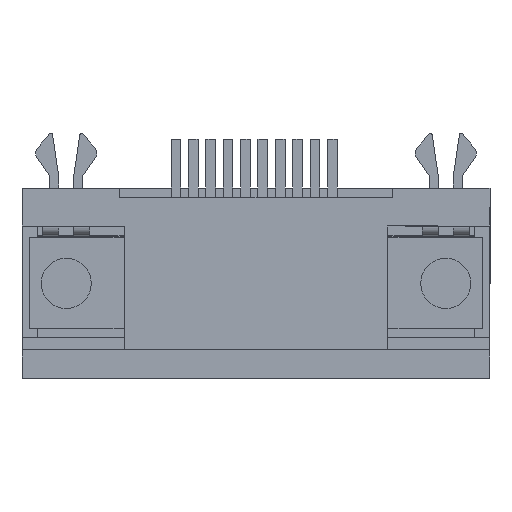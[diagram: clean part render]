
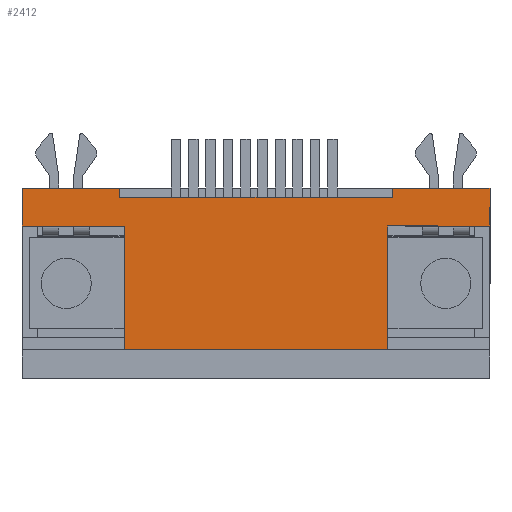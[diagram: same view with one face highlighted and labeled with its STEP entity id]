
A CAD part, front view. The second image highlights one B-rep face of the part: STEP entity #2412.
In plain terms, the highlighted planar face has unit normal (0, -1, 0).
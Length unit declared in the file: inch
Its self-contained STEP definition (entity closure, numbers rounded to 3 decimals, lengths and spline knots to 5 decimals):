
#1991 = EDGE_CURVE ( 'NONE', #1999, #4307, #11572, .T. ) ;
#1999 = VERTEX_POINT ( 'NONE', #11547 ) ;
#2017 = EDGE_CURVE ( 'NONE', #4314, #2019, #11402, .T. ) ;
#2019 = VERTEX_POINT ( 'NONE', #11396 ) ;
#2319 = EDGE_CURVE ( 'NONE', #3860, #2372, #12333, .T. ) ;
#2372 = VERTEX_POINT ( 'NONE', #12351 ) ;
#2387 = ORIENTED_EDGE ( 'NONE', *, *, #2541, .T. ) ;
#2388 = ORIENTED_EDGE ( 'NONE', *, *, #1991, .T. ) ;
#2391 = ORIENTED_EDGE ( 'NONE', *, *, #2017, .T. ) ;
#2395 = EDGE_CURVE ( 'NONE', #2482, #2484, #12521, .T. ) ;
#2410 = ORIENTED_EDGE ( 'NONE', *, *, #3907, .T. ) ;
#2411 = ORIENTED_EDGE ( 'NONE', *, *, #2480, .T. ) ;
#2412 = ADVANCED_FACE ( 'NONE', ( #12483 ), #12547, .T. ) ;
#2415 = ORIENTED_EDGE ( 'NONE', *, *, #2518, .T. ) ;
#2417 = ORIENTED_EDGE ( 'NONE', *, *, #2319, .T. ) ;
#2418 = ORIENTED_EDGE ( 'NONE', *, *, #2530, .T. ) ;
#2426 = VERTEX_POINT ( 'NONE', #12500 ) ;
#2480 = EDGE_CURVE ( 'NONE', #3885, #2484, #12624, .T. ) ;
#2481 = ORIENTED_EDGE ( 'NONE', *, *, #2508, .T. ) ;
#2482 = VERTEX_POINT ( 'NONE', #12715 ) ;
#2484 = VERTEX_POINT ( 'NONE', #12642 ) ;
#2505 = ORIENTED_EDGE ( 'NONE', *, *, #2395, .F. ) ;
#2506 = EDGE_LOOP ( 'NONE', ( #2410, #2411, #2505, #2481, #2507, #2417, #2415, #2388, #2509, #2391, #2418, #2387 ) ) ;
#2507 = ORIENTED_EDGE ( 'NONE', *, *, #3861, .T. ) ;
#2508 = EDGE_CURVE ( 'NONE', #2482, #3850, #12590, .T. ) ;
#2509 = ORIENTED_EDGE ( 'NONE', *, *, #4309, .T. ) ;
#2518 = EDGE_CURVE ( 'NONE', #2372, #1999, #12593, .T. ) ;
#2530 = EDGE_CURVE ( 'NONE', #2019, #2426, #12595, .T. ) ;
#2541 = EDGE_CURVE ( 'NONE', #2426, #3811, #12692, .T. ) ;
#3811 = VERTEX_POINT ( 'NONE', #6664 ) ;
#3850 = VERTEX_POINT ( 'NONE', #6805 ) ;
#3860 = VERTEX_POINT ( 'NONE', #6729 ) ;
#3861 = EDGE_CURVE ( 'NONE', #3850, #3860, #6742, .T. ) ;
#3885 = VERTEX_POINT ( 'NONE', #6732 ) ;
#3907 = EDGE_CURVE ( 'NONE', #3811, #3885, #6844, .T. ) ;
#4307 = VERTEX_POINT ( 'NONE', #7556 ) ;
#4309 = EDGE_CURVE ( 'NONE', #4307, #4314, #7630, .T. ) ;
#4314 = VERTEX_POINT ( 'NONE', #7621 ) ;
#6664 = CARTESIAN_POINT ( 'NONE',  ( -0.6065, -0.6189, 0.14862 ) ) ;
#6729 = CARTESIAN_POINT ( 'NONE',  ( 0.6065, -0.6189, 0.14862 ) ) ;
#6732 = CARTESIAN_POINT ( 'NONE',  ( -0.342, -0.6189, 0.14862 ) ) ;
#6742 = LINE ( 'NONE', #6791, #6790 ) ;
#6789 = DIRECTION ( 'NONE',  ( 1., 0., 0. ) ) ;
#6790 = VECTOR ( 'NONE', #6789, 39.37008 ) ;
#6791 = CARTESIAN_POINT ( 'NONE',  ( -0.6065, -0.6189, 0.14862 ) ) ;
#6805 = CARTESIAN_POINT ( 'NONE',  ( 0.342, -0.6189, 0.14862 ) ) ;
#6841 = DIRECTION ( 'NONE',  ( 1., 0., 0. ) ) ;
#6842 = VECTOR ( 'NONE', #6841, 39.37008 ) ;
#6843 = CARTESIAN_POINT ( 'NONE',  ( -0.6065, -0.6189, 0.14862 ) ) ;
#6844 = LINE ( 'NONE', #6843, #6842 ) ;
#7556 = CARTESIAN_POINT ( 'NONE',  ( 0.35256, -0.6189, 0.22343 ) ) ;
#7575 = CARTESIAN_POINT ( 'NONE',  ( -0.6065, -0.6189, 0.22343 ) ) ;
#7596 = DIRECTION ( 'NONE',  ( -1., 0., 0. ) ) ;
#7597 = VECTOR ( 'NONE', #7596, 39.37008 ) ;
#7621 = CARTESIAN_POINT ( 'NONE',  ( -0.35256, -0.6189, 0.22343 ) ) ;
#7630 = LINE ( 'NONE', #7575, #7597 ) ;
#11394 = DIRECTION ( 'NONE',  ( 0., 0., 1. ) ) ;
#11395 = VECTOR ( 'NONE', #11394, 39.37008 ) ;
#11396 = CARTESIAN_POINT ( 'NONE',  ( -0.35256, -0.6189, 0.24705 ) ) ;
#11401 = CARTESIAN_POINT ( 'NONE',  ( -0.35256, -0.6189, 0.24705 ) ) ;
#11402 = LINE ( 'NONE', #11401, #11395 ) ;
#11547 = CARTESIAN_POINT ( 'NONE',  ( 0.35256, -0.6189, 0.24705 ) ) ;
#11569 = DIRECTION ( 'NONE',  ( 0., 0., -1. ) ) ;
#11570 = VECTOR ( 'NONE', #11569, 39.37008 ) ;
#11571 = CARTESIAN_POINT ( 'NONE',  ( 0.35256, -0.6189, 0.24705 ) ) ;
#11572 = LINE ( 'NONE', #11571, #11570 ) ;
#12333 = LINE ( 'NONE', #12412, #12438 ) ;
#12351 = CARTESIAN_POINT ( 'NONE',  ( 0.6065, -0.6189, 0.24705 ) ) ;
#12411 = DIRECTION ( 'NONE',  ( 0., 0., 1. ) ) ;
#12412 = CARTESIAN_POINT ( 'NONE',  ( 0.6065, -0.6189, 0.24705 ) ) ;
#12438 = VECTOR ( 'NONE', #12411, 39.37008 ) ;
#12467 = VECTOR ( 'NONE', #12480, 39.37008 ) ;
#12468 = DIRECTION ( 'NONE',  ( 0., 0., -1. ) ) ;
#12471 = AXIS2_PLACEMENT_3D ( 'NONE', #12477, #12482, #12468 ) ;
#12477 = CARTESIAN_POINT ( 'NONE',  ( -0.6065, -0.6189, 0.24705 ) ) ;
#12480 = DIRECTION ( 'NONE',  ( -1., 0., 0. ) ) ;
#12482 = DIRECTION ( 'NONE',  ( 0., -1., 0. ) ) ;
#12483 = FACE_OUTER_BOUND ( 'NONE', #2506, .T. ) ;
#12500 = CARTESIAN_POINT ( 'NONE',  ( -0.6065, -0.6189, 0.24705 ) ) ;
#12521 = LINE ( 'NONE', #12522, #12467 ) ;
#12522 = CARTESIAN_POINT ( 'NONE',  ( -0.6065, -0.6189, -0.17224 ) ) ;
#12547 = PLANE ( 'NONE',  #12471 ) ;
#12561 = VECTOR ( 'NONE', #12613, 39.37008 ) ;
#12589 = CARTESIAN_POINT ( 'NONE',  ( 0.342, -0.6189, 0.14862 ) ) ;
#12590 = LINE ( 'NONE', #12589, #12561 ) ;
#12591 = VECTOR ( 'NONE', #12596, 39.37008 ) ;
#12592 = CARTESIAN_POINT ( 'NONE',  ( -0.6065, -0.6189, 0.24705 ) ) ;
#12593 = LINE ( 'NONE', #12592, #12591 ) ;
#12595 = LINE ( 'NONE', #12617, #12602 ) ;
#12596 = DIRECTION ( 'NONE',  ( -1., 0., 0. ) ) ;
#12601 = DIRECTION ( 'NONE',  ( -1., 0., 0. ) ) ;
#12602 = VECTOR ( 'NONE', #12601, 39.37008 ) ;
#12613 = DIRECTION ( 'NONE',  ( 0., 0., 1. ) ) ;
#12617 = CARTESIAN_POINT ( 'NONE',  ( -0.6065, -0.6189, 0.24705 ) ) ;
#12622 = VECTOR ( 'NONE', #12716, 39.37008 ) ;
#12623 = CARTESIAN_POINT ( 'NONE',  ( -0.342, -0.6189, 0.14862 ) ) ;
#12624 = LINE ( 'NONE', #12623, #12622 ) ;
#12642 = CARTESIAN_POINT ( 'NONE',  ( -0.342, -0.6189, -0.17224 ) ) ;
#12689 = DIRECTION ( 'NONE',  ( 0., 0., -1. ) ) ;
#12690 = VECTOR ( 'NONE', #12689, 39.37008 ) ;
#12691 = CARTESIAN_POINT ( 'NONE',  ( -0.6065, -0.6189, 0.24705 ) ) ;
#12692 = LINE ( 'NONE', #12691, #12690 ) ;
#12715 = CARTESIAN_POINT ( 'NONE',  ( 0.342, -0.6189, -0.17224 ) ) ;
#12716 = DIRECTION ( 'NONE',  ( 0., 0., -1. ) ) ;
